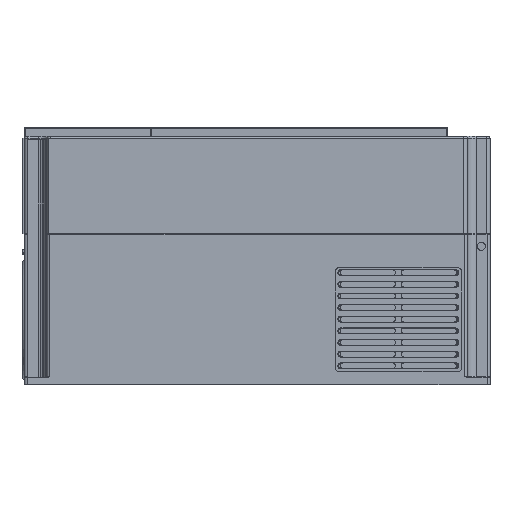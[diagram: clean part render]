
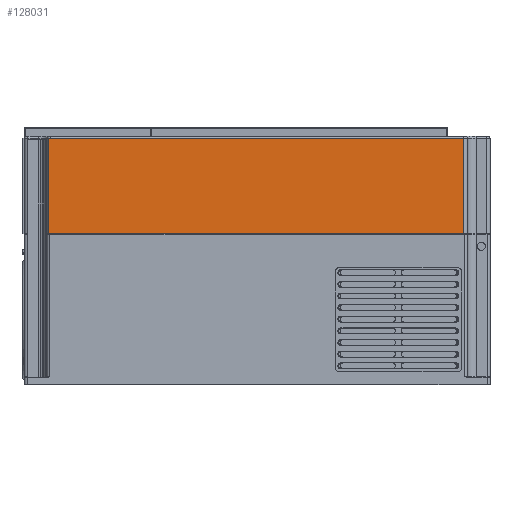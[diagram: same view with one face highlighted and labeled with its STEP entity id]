
A CAD part, left-side view. The second image highlights one B-rep face of the part: STEP entity #128031.
In plain terms, the highlighted planar face has unit normal (-1, 0, 0).
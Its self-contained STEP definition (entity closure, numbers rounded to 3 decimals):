
#4253 = EDGE_CURVE ( 'NONE', #95345, #113974, #6080, .T. ) ;
#4966 = DIRECTION ( 'NONE',  ( -1., 0., 0. ) ) ;
#6080 = LINE ( 'NONE', #107637, #62378 ) ;
#12586 = ORIENTED_EDGE ( 'NONE', *, *, #27063, .T. ) ;
#25672 = LINE ( 'NONE', #70580, #62288 ) ;
#27063 = EDGE_CURVE ( 'NONE', #33848, #111452, #135626, .T. ) ;
#27911 = EDGE_CURVE ( 'NONE', #95345, #33848, #98002, .T. ) ;
#33848 = VERTEX_POINT ( 'NONE', #42639 ) ;
#35162 = PLANE ( 'NONE',  #94144 ) ;
#36177 = CARTESIAN_POINT ( 'NONE',  ( -100., -142., 102.4 ) ) ;
#39850 = CARTESIAN_POINT ( 'NONE',  ( -100., -142., 167.8 ) ) ;
#41443 = EDGE_LOOP ( 'NONE', ( #73247, #12586, #123767, #61274, #73540 ) ) ;
#42639 = CARTESIAN_POINT ( 'NONE',  ( -100., 142., 167.8 ) ) ;
#43478 = VECTOR ( 'NONE', #142904, 1000. ) ;
#48505 = DIRECTION ( 'NONE',  ( 0., 0., -1. ) ) ;
#50913 = DIRECTION ( 'NONE',  ( 0., 0., -1. ) ) ;
#58542 = CARTESIAN_POINT ( 'NONE',  ( -100., 142., 102.4 ) ) ;
#61274 = ORIENTED_EDGE ( 'NONE', *, *, #124346, .T. ) ;
#62193 = VECTOR ( 'NONE', #134896, 1000. ) ;
#62288 = VECTOR ( 'NONE', #48505, 1000. ) ;
#62378 = VECTOR ( 'NONE', #50913, 1000. ) ;
#70580 = CARTESIAN_POINT ( 'NONE',  ( -100., 143.461, 102.4 ) ) ;
#72828 = CARTESIAN_POINT ( 'NONE',  ( -100., 143.461, 167.8 ) ) ;
#73247 = ORIENTED_EDGE ( 'NONE', *, *, #27911, .T. ) ;
#73540 = ORIENTED_EDGE ( 'NONE', *, *, #4253, .F. ) ;
#86091 = CARTESIAN_POINT ( 'NONE',  ( -100., -142., 167.8 ) ) ;
#94144 = AXIS2_PLACEMENT_3D ( 'NONE', #105804, #4966, #94768 ) ;
#94768 = DIRECTION ( 'NONE',  ( 0., 0., 1. ) ) ;
#95345 = VERTEX_POINT ( 'NONE', #86091 ) ;
#98002 = LINE ( 'NONE', #39850, #43478 ) ;
#100045 = VECTOR ( 'NONE', #103469, 1000. ) ;
#102333 = VERTEX_POINT ( 'NONE', #120529 ) ;
#103469 = DIRECTION ( 'NONE',  ( 0., -1., 0. ) ) ;
#105804 = CARTESIAN_POINT ( 'NONE',  ( -100., 115., 110.7 ) ) ;
#107637 = CARTESIAN_POINT ( 'NONE',  ( -100., -142., 167.8 ) ) ;
#111452 = VERTEX_POINT ( 'NONE', #72828 ) ;
#112347 = LINE ( 'NONE', #58542, #100045 ) ;
#113974 = VERTEX_POINT ( 'NONE', #36177 ) ;
#114634 = FACE_OUTER_BOUND ( 'NONE', #41443, .T. ) ;
#120529 = CARTESIAN_POINT ( 'NONE',  ( -100., 143.461, 102.4 ) ) ;
#123767 = ORIENTED_EDGE ( 'NONE', *, *, #125630, .T. ) ;
#124346 = EDGE_CURVE ( 'NONE', #102333, #113974, #112347, .T. ) ;
#125630 = EDGE_CURVE ( 'NONE', #111452, #102333, #25672, .T. ) ;
#126013 = CARTESIAN_POINT ( 'NONE',  ( -100., 143.461, 167.8 ) ) ;
#128031 = ADVANCED_FACE ( 'NONE', ( #114634 ), #35162, .T. ) ;
#134896 = DIRECTION ( 'NONE',  ( 0., 1., 0. ) ) ;
#135626 = LINE ( 'NONE', #126013, #62193 ) ;
#142904 = DIRECTION ( 'NONE',  ( 0., 1., 0. ) ) ;
